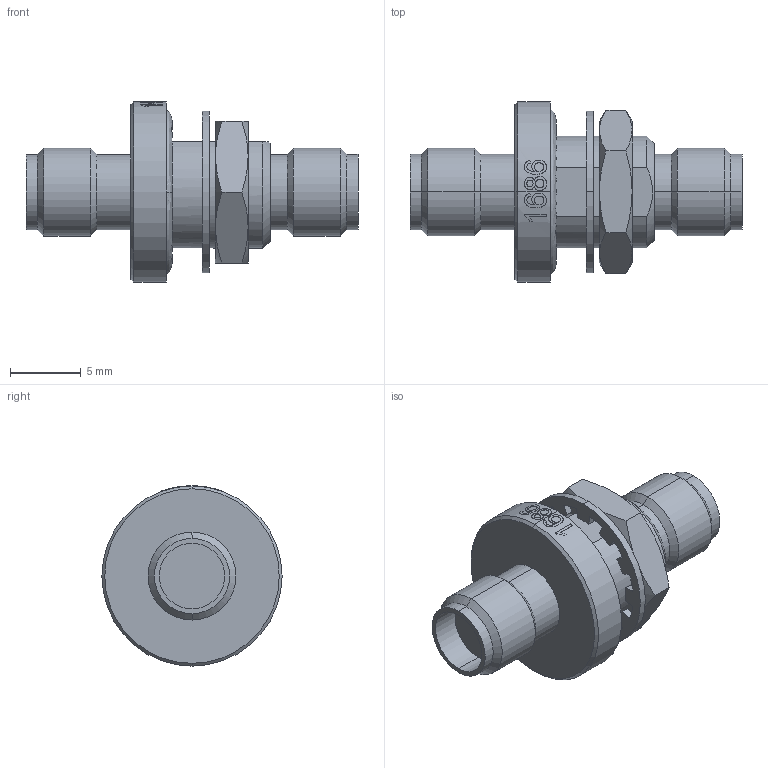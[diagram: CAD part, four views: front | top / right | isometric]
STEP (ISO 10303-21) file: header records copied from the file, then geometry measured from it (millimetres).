
FILE_DESCRIPTION (( 'STEP AP214' ), '1' );
FILE_NAME ('FMAD1686_3D.step', '2023-03-13T20:47:54', ( '' ), ( '' ), 'SwSTEP 2.0', 'SolidWorks 2022', '' );
FILE_SCHEMA (( 'AUTOMOTIVE_DESIGN' ));
Length unit declared in the file: inch
Products named in the file (5): Copy of AD-PC8PC8-BF-7^FMAD1686; Copy of ADS-PC8PC8-BF^FMAD1686; Copy of BMA8105S-7^FMAD1686; Copy of F3200-0058-7^FMAD1686; FMAD1686_3D
Assembly tree (4 placements, depth 2):
  FMAD1686_3D
    Copy of ADS-PC8PC8-BF^FMAD1686
    Copy of F3200-0058-7^FMAD1686
    Copy of BMA8105S-7^FMAD1686
    Copy of AD-PC8PC8-BF-7^FMAD1686
Bounding box: 23.4 x 12.7 x 12.71 mm (x, y, z)
Volume: 1079.4 mm3; surface area: 1442.5 mm2
Topology: 4 solids, 4 shells, 191 faces, 472 edges, 302 vertices
Faces by surface type: cylinder 60, bspline 54, plane 49, cone 28
Entity records: 10099 total; most frequent: CARTESIAN_POINT 5738, ORIENTED_EDGE 944, DIRECTION 719, EDGE_CURVE 472, VERTEX_POINT 302, AXIS2_PLACEMENT_3D 281, EDGE_LOOP 210, FACE_OUTER_BOUND 191
